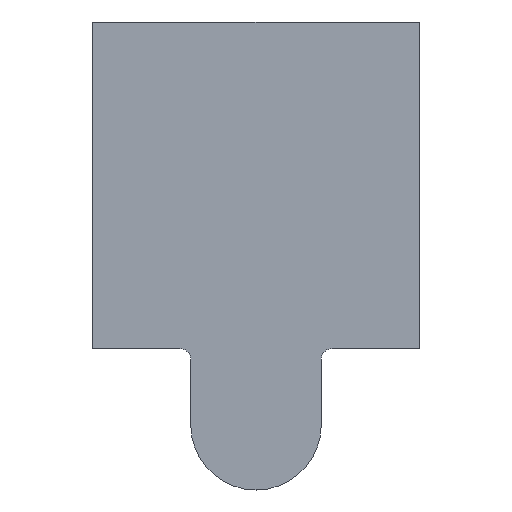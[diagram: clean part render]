
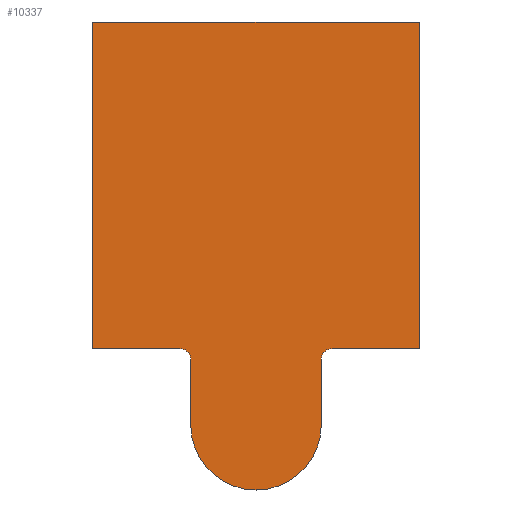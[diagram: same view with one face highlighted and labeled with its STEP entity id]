
A CAD part, top view. The second image highlights one B-rep face of the part: STEP entity #10337.
In plain terms, the highlighted planar face has unit normal (0, 0, 1).
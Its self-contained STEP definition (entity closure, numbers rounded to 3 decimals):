
#183 = VERTEX_POINT ( 'NONE', #16221 ) ;
#242 = DIRECTION ( 'NONE',  ( 1., 0., 0. ) ) ;
#319 = CARTESIAN_POINT ( 'NONE',  ( 97.007, -8.006, 0.15 ) ) ;
#322 = VECTOR ( 'NONE', #15090, 1000. ) ;
#552 = CARTESIAN_POINT ( 'NONE',  ( 107.507, 7.494, 0.15 ) ) ;
#617 = ORIENTED_EDGE ( 'NONE', *, *, #1282, .F. ) ;
#950 = CARTESIAN_POINT ( 'NONE',  ( 100.007, -11.006, 0.15 ) ) ;
#1282 = EDGE_CURVE ( 'NONE', #3259, #5565, #2877, .T. ) ;
#1471 = EDGE_CURVE ( 'NONE', #2657, #5548, #8823, .T. ) ;
#1752 = CARTESIAN_POINT ( 'NONE',  ( 96.507, -7.506, 0.15 ) ) ;
#1780 = EDGE_CURVE ( 'NONE', #5565, #2233, #4757, .T. ) ;
#1993 = PLANE ( 'NONE',  #17859 ) ;
#2233 = VERTEX_POINT ( 'NONE', #8055 ) ;
#2314 = VECTOR ( 'NONE', #9873, 1000. ) ;
#2406 = CARTESIAN_POINT ( 'NONE',  ( 107.507, 7.494, 0.15 ) ) ;
#2598 = CARTESIAN_POINT ( 'NONE',  ( 97.007, -11.006, 0.15 ) ) ;
#2657 = VERTEX_POINT ( 'NONE', #11574 ) ;
#2830 = DIRECTION ( 'NONE',  ( 0., 0., 1. ) ) ;
#2877 = CIRCLE ( 'NONE', #16259, 0.5 ) ;
#3018 = LINE ( 'NONE', #8724, #12501 ) ;
#3259 = VERTEX_POINT ( 'NONE', #319 ) ;
#3293 = CARTESIAN_POINT ( 'NONE',  ( 103.507, -8.006, 0.15 ) ) ;
#3380 = VECTOR ( 'NONE', #242, 1000. ) ;
#3439 = VERTEX_POINT ( 'NONE', #14250 ) ;
#3441 = ORIENTED_EDGE ( 'NONE', *, *, #14581, .F. ) ;
#3636 = DIRECTION ( 'NONE',  ( -1., 0., 0. ) ) ;
#3814 = EDGE_CURVE ( 'NONE', #2233, #13355, #3018, .T. ) ;
#3822 = DIRECTION ( 'NONE',  ( 0., -1., 0. ) ) ;
#3842 = ORIENTED_EDGE ( 'NONE', *, *, #1780, .F. ) ;
#4290 = ORIENTED_EDGE ( 'NONE', *, *, #6192, .T. ) ;
#4620 = VERTEX_POINT ( 'NONE', #2406 ) ;
#4757 = LINE ( 'NONE', #1752, #15399 ) ;
#5508 = EDGE_CURVE ( 'NONE', #3439, #2657, #6549, .T. ) ;
#5548 = VERTEX_POINT ( 'NONE', #16384 ) ;
#5565 = VERTEX_POINT ( 'NONE', #7317 ) ;
#5855 = EDGE_CURVE ( 'NONE', #13355, #4620, #17171, .T. ) ;
#5946 = DIRECTION ( 'NONE',  ( 0., 0., -1. ) ) ;
#6192 = EDGE_CURVE ( 'NONE', #16474, #183, #15262, .T. ) ;
#6549 = LINE ( 'NONE', #13790, #13552 ) ;
#6673 = EDGE_LOOP ( 'NONE', ( #14830, #15033, #12852, #8126, #13985, #3842, #617, #3441, #4290, #12951 ) ) ;
#7301 = EDGE_CURVE ( 'NONE', #4620, #3439, #10600, .T. ) ;
#7317 = CARTESIAN_POINT ( 'NONE',  ( 96.507, -7.506, 0.15 ) ) ;
#7967 = CARTESIAN_POINT ( 'NONE',  ( 96.507, -8.006, 0.15 ) ) ;
#8055 = CARTESIAN_POINT ( 'NONE',  ( 92.507, -7.506, 0.15 ) ) ;
#8126 = ORIENTED_EDGE ( 'NONE', *, *, #5855, .F. ) ;
#8188 = DIRECTION ( 'NONE',  ( 0., 0., 1. ) ) ;
#8724 = CARTESIAN_POINT ( 'NONE',  ( 92.507, -7.506, 0.15 ) ) ;
#8745 = CARTESIAN_POINT ( 'NONE',  ( 92.507, 7.494, 0.15 ) ) ;
#8823 = CIRCLE ( 'NONE', #18058, 0.5 ) ;
#9135 = CARTESIAN_POINT ( 'NONE',  ( 103.007, -8.006, 0.15 ) ) ;
#9423 = LINE ( 'NONE', #9135, #322 ) ;
#9873 = DIRECTION ( 'NONE',  ( 0., 1., 0. ) ) ;
#10337 = ADVANCED_FACE ( 'NONE', ( #14758 ), #1993, .F. ) ;
#10600 = LINE ( 'NONE', #552, #11421 ) ;
#11421 = VECTOR ( 'NONE', #3822, 1000. ) ;
#11574 = CARTESIAN_POINT ( 'NONE',  ( 103.507, -7.506, 0.15 ) ) ;
#11662 = DIRECTION ( 'NONE',  ( -1., 0., 0. ) ) ;
#11675 = EDGE_CURVE ( 'NONE', #5548, #183, #9423, .T. ) ;
#11955 = DIRECTION ( 'NONE',  ( 0., 0., 1. ) ) ;
#12501 = VECTOR ( 'NONE', #14401, 1000. ) ;
#12852 = ORIENTED_EDGE ( 'NONE', *, *, #7301, .F. ) ;
#12951 = ORIENTED_EDGE ( 'NONE', *, *, #11675, .F. ) ;
#13355 = VERTEX_POINT ( 'NONE', #8745 ) ;
#13552 = VECTOR ( 'NONE', #3636, 1000. ) ;
#13790 = CARTESIAN_POINT ( 'NONE',  ( 107.507, -7.506, 0.15 ) ) ;
#13871 = DIRECTION ( 'NONE',  ( -1., 0., 0. ) ) ;
#13881 = LINE ( 'NONE', #15630, #2314 ) ;
#13985 = ORIENTED_EDGE ( 'NONE', *, *, #3814, .F. ) ;
#14192 = DIRECTION ( 'NONE',  ( -1., 0., 0. ) ) ;
#14250 = CARTESIAN_POINT ( 'NONE',  ( 107.507, -7.506, 0.15 ) ) ;
#14401 = DIRECTION ( 'NONE',  ( 0., 1., 0. ) ) ;
#14581 = EDGE_CURVE ( 'NONE', #16474, #3259, #13881, .T. ) ;
#14758 = FACE_OUTER_BOUND ( 'NONE', #6673, .T. ) ;
#14830 = ORIENTED_EDGE ( 'NONE', *, *, #1471, .F. ) ;
#15033 = ORIENTED_EDGE ( 'NONE', *, *, #5508, .F. ) ;
#15090 = DIRECTION ( 'NONE',  ( 0., -1., 0. ) ) ;
#15262 = CIRCLE ( 'NONE', #17952, 3. ) ;
#15399 = VECTOR ( 'NONE', #17395, 1000. ) ;
#15584 = CARTESIAN_POINT ( 'NONE',  ( 103.507, -8.006, 0.15 ) ) ;
#15630 = CARTESIAN_POINT ( 'NONE',  ( 97.007, -11.006, 0.15 ) ) ;
#15677 = CARTESIAN_POINT ( 'NONE',  ( 92.507, 7.494, 0.15 ) ) ;
#16221 = CARTESIAN_POINT ( 'NONE',  ( 103.007, -11.006, 0.15 ) ) ;
#16259 = AXIS2_PLACEMENT_3D ( 'NONE', #7967, #11955, #17856 ) ;
#16384 = CARTESIAN_POINT ( 'NONE',  ( 103.007, -8.006, 0.15 ) ) ;
#16474 = VERTEX_POINT ( 'NONE', #2598 ) ;
#17171 = LINE ( 'NONE', #15677, #3380 ) ;
#17395 = DIRECTION ( 'NONE',  ( -1., 0., 0. ) ) ;
#17856 = DIRECTION ( 'NONE',  ( -1., 0., 0. ) ) ;
#17859 = AXIS2_PLACEMENT_3D ( 'NONE', #3293, #5946, #11662 ) ;
#17952 = AXIS2_PLACEMENT_3D ( 'NONE', #950, #8188, #13871 ) ;
#18058 = AXIS2_PLACEMENT_3D ( 'NONE', #15584, #2830, #14192 ) ;
